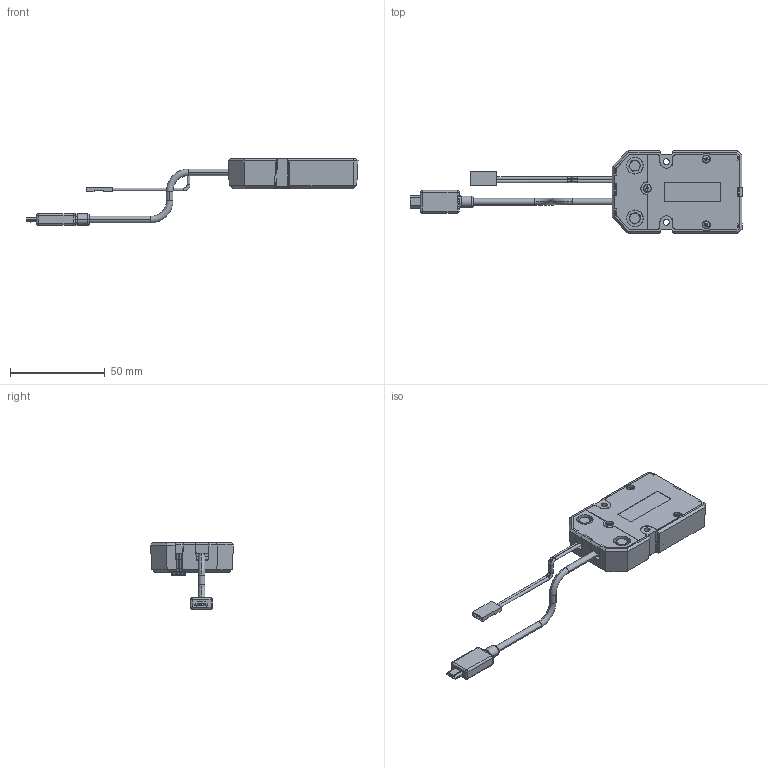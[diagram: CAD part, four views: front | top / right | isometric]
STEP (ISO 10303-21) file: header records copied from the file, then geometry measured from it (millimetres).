
FILE_DESCRIPTION (( 'STEP AP214' ), '1' );
FILE_NAME ('REV-31-1592 USB Hub Assembly.STEP', '2019-08-15T18:16:47', ( '' ), ( '' ), 'SwSTEP 2.0', 'SolidWorks 2018', '' );
FILE_SCHEMA (( 'AUTOMOTIVE_DESIGN' ));
Length unit declared in the file: millimetre
Products named in the file (36): USBCPUB0011D_CPUB0011D; rev311592c1; S4BPHKL_JSTPH4; M2 x 12mm screws for plastic; HeatPressInsertMockUp; _W__SIZE CODE D8-003.stp; RESC0402N_RESC0402; REV-41-1359.step; STP_61400416021(CloseEnoughToCP-UB001-1D); S4B-PH-K-S(LF)(SN); CAP_EEFK_D8_EEEFKC151XAP; DIOC0805N_LED0805; _W__SIZE CODE D8-001.stp; REV-40-1809 USB Hub Case Bottom; REV-31-1813; REV-40-1808 USB Case Top; USBHubBase; REV-31-1811; USB242224SQFN_USB2422; REV-31-1592 USB Hub Assembly; REV-40-1810 USB Hub Case Clamp; 61400416021_Shielding.stp; TIDRTRPDSON3_TPD2EUSB30DRTR; S2BPHKL_JSTPH2; 61400416021_Contact Plating.stp; AP2172AMSOP8EP_AP2172AMPG13; XRCGB_F_N_XTALXRCGB24M000F0L00R0; SOT23AP7333_LDO3V3TR905833GV; 61400416021_Insulator.stp; DO221AC_DIOSCHOTTKYSS14FLTP; 潀6.3 SIZE CODE D8.stp; S2B-PH-K-S(LF)(SN); EEE-FKC151XAP; _W__SIZE CODE D8-002.stp; RESC0402N_CAPC0402
Assembly tree (68 placements, depth 5):
  USBHubBase
  REV-31-1592 USB Hub Assembly
    REV-40-1808 USB Case Top
    REV-40-1809 USB Hub Case Bottom
    REV-40-1810 USB Hub Case Clamp
    REV-41-1359.step  x2
    HeatPressInsertMockUp  x2
    M2 x 12mm screws for plastic  x3
    rev311592c1
      rev311592c1
      DO221AC_DIOSCHOTTKYSS14FLTP
      S2BPHKL_JSTPH2
      SOT23AP7333_LDO3V3TR905833GV
      USB242224SQFN_USB2422
      XRCGB_F_N_XTALXRCGB24M000F0L00R0
      DIOC0805N_LED0805  x2
      RESC0402N_CAPC0402  x13
      RESC0402N_RESC0402  x8
      TIDRTRPDSON3_TPD2EUSB30DRTR  x3
      CAP_EEFK_D8_EEEFKC151XAP  x2
      AP2172AMSOP8EP_AP2172AMPG13
      S4BPHKL_JSTPH4
      USBCPUB0011D_CPUB0011D  x2
      EEE-FKC151XAP  x2
        潀6.3 SIZE CODE D8.stp
          _W__SIZE CODE D8-001.stp
          _W__SIZE CODE D8-002.stp
          _W__SIZE CODE D8-003.stp  x2
      STP_61400416021(CloseEnoughToCP-UB001-1D)  x2
        61400416021_Insulator.stp
        61400416021_Contact Plating.stp
        61400416021_Shielding.stp
      S2B-PH-K-S(LF)(SN)
      S4B-PH-K-S(LF)(SN)
    REV-31-1811
    REV-31-1813
Bounding box: 175.62 x 43.85 x 35.18 mm (x, y, z)
Volume: 33151.1 mm3; surface area: 38997.2 mm2
Topology: 76 solids, 78 shells, 3815 faces, 10361 edges, 6691 vertices
Faces by surface type: plane 2246, cylinder 1258, cone 120, bspline 98, torus 57, sphere 36
Entity records: 89858 total; most frequent: CARTESIAN_POINT 22293, ORIENTED_EDGE 13153, DIRECTION 12170, EDGE_CURVE 6581, LINE 4260, VECTOR 4260, VERTEX_POINT 4251, AXIS2_PLACEMENT_3D 3955
